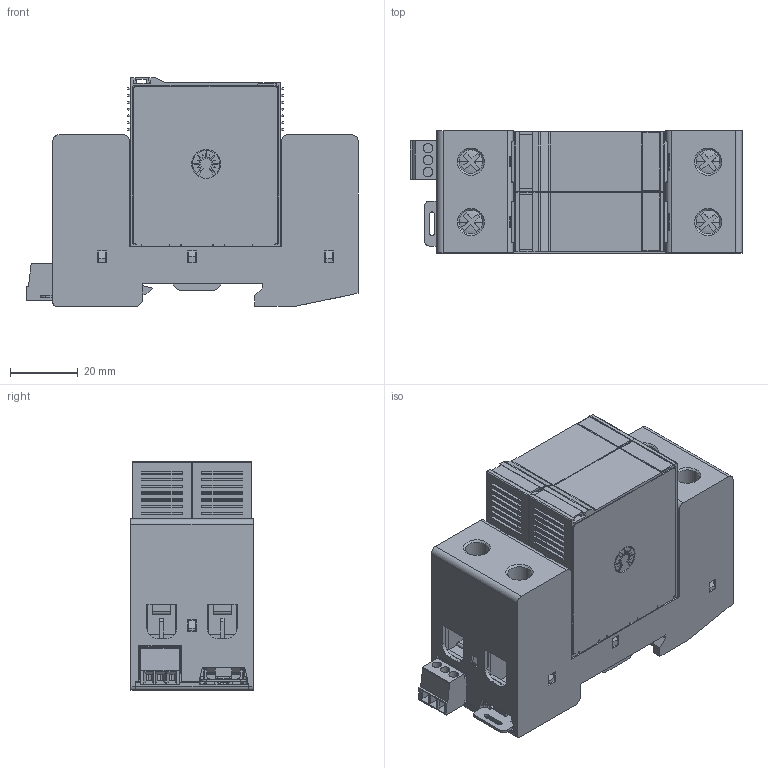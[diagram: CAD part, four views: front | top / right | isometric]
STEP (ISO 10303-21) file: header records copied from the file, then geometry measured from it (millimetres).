
FILE_DESCRIPTION(('Creo Elements/Direct Modeling STEP Export'),'2;1');
FILE_NAME('DS42S.stp','2012-10-11T10:09:44',(''),(''),'Creo Elements/Direct Modeling STEP processor for AP214 (Solid Model)','Creo Elements/Direct Modeling 18.1A 09-Jun-2012 (C) Parametric Technology GmbH','');
FILE_SCHEMA(('AUTOMOTIVE_DESIGN { 1 0 10303 214 1 1 1 1 }'));
Length unit declared in the file: millimetre
Products named in the file (21): label; boitier_dsm; fenêtre; DSM40; connecteur_femelle; Con-PTB350S-05; signal; ressort_travail; vism5_12_2; double-terre; vism5_12; neutre; terre; ligne1; connexion-DS40; agrafe; couvercle; DSB2S; DS42S
Assembly tree (21 placements, depth 5):
  DS42S
    DSM40  x2
      fenêtre
      boitier_dsm
      label
    DSB2S
      couvercle
      agrafe
      connexion-DS40
        ligne1
          vism5_12
        terre
          vism5_12_2
        neutre
          vism5_12
        double-terre
          vism5_12_2
      ressort_travail
      signal
        Con-PTB350S-05
        connecteur_femelle
Bounding box: 97.95 x 36 x 67.4 mm (x, y, z)
Volume: 53935.4 mm3; surface area: 90950.9 mm2
Topology: 15 solids, 15 shells, 1880 faces, 5256 edges, 3447 vertices
Faces by surface type: plane 1585, cylinder 238, cone 28, sphere 11, bspline 9, torus 8, extrusion 1
Entity records: 56362 total; most frequent: CARTESIAN_POINT 15504, ORIENTED_EDGE 8826, DIRECTION 7480, EDGE_CURVE 4413, VECTOR 3774, LINE 3773, VERTEX_POINT 2899, AXIS2_PLACEMENT_3D 1853
